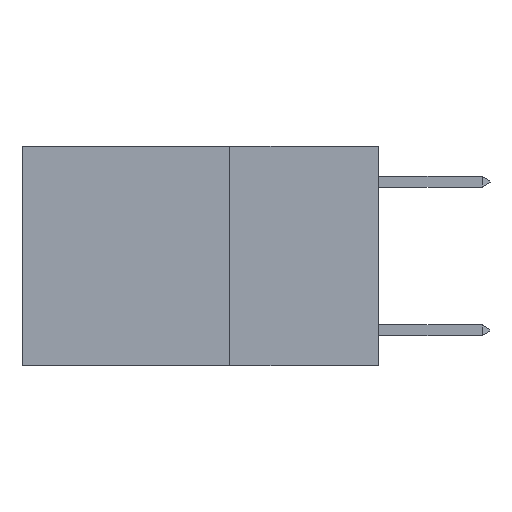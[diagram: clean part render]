
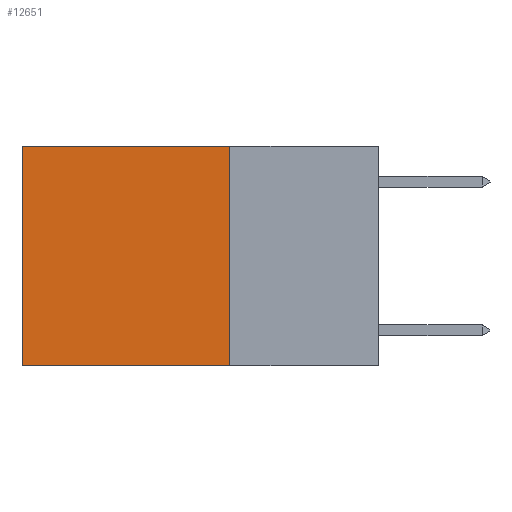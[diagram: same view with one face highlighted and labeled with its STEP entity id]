
A CAD part, left-side view. The second image highlights one B-rep face of the part: STEP entity #12651.
In plain terms, the highlighted planar face has unit normal (-1, 0, 0).
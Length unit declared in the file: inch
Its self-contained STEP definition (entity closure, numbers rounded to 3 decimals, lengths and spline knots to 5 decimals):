
#312 = CARTESIAN_POINT ( 'NONE',  ( 0.2625, 0.25, 0. ) ) ;
#1147 = VERTEX_POINT ( 'NONE', #9320 ) ;
#1780 = VERTEX_POINT ( 'NONE', #24054 ) ;
#2225 = DIRECTION ( 'NONE',  ( 0., 1., 0. ) ) ;
#2960 = VECTOR ( 'NONE', #13956, 39.37008 ) ;
#3002 = VERTEX_POINT ( 'NONE', #24355 ) ;
#3215 = ORIENTED_EDGE ( 'NONE', *, *, #8968, .F. ) ;
#4322 = EDGE_CURVE ( 'NONE', #12936, #3002, #16250, .T. ) ;
#5357 = CARTESIAN_POINT ( 'NONE',  ( 0.2625, 0.6, 0. ) ) ;
#5663 = VECTOR ( 'NONE', #7323, 39.37008 ) ;
#7323 = DIRECTION ( 'NONE',  ( 0., 1., 0. ) ) ;
#7349 = AXIS2_PLACEMENT_3D ( 'NONE', #312, #7980, #19395 ) ;
#7980 = DIRECTION ( 'NONE',  ( 1., 0., 0. ) ) ;
#8161 = VECTOR ( 'NONE', #12402, 39.37008 ) ;
#8766 = CARTESIAN_POINT ( 'NONE',  ( 0.2625, 0.25, 0. ) ) ;
#8968 = EDGE_CURVE ( 'NONE', #1147, #3002, #21319, .T. ) ;
#9320 = CARTESIAN_POINT ( 'NONE',  ( 0.2625, 0.25, -0.37 ) ) ;
#12224 = ORIENTED_EDGE ( 'NONE', *, *, #22642, .F. ) ;
#12402 = DIRECTION ( 'NONE',  ( 0., 0., -1. ) ) ;
#12651 = ADVANCED_FACE ( 'NONE', ( #17290 ), #19249, .F. ) ;
#12720 = CARTESIAN_POINT ( 'NONE',  ( 0.2625, 0.6, 0. ) ) ;
#12936 = VERTEX_POINT ( 'NONE', #5357 ) ;
#13848 = ORIENTED_EDGE ( 'NONE', *, *, #22907, .T. ) ;
#13956 = DIRECTION ( 'NONE',  ( 0., 0., -1. ) ) ;
#14566 = ORIENTED_EDGE ( 'NONE', *, *, #4322, .T. ) ;
#15297 = CARTESIAN_POINT ( 'NONE',  ( 0.2625, 0.25, 0. ) ) ;
#16250 = LINE ( 'NONE', #12720, #2960 ) ;
#16655 = VECTOR ( 'NONE', #2225, 39.37008 ) ;
#16932 = CARTESIAN_POINT ( 'NONE',  ( 0.2625, 0.25, -0.37 ) ) ;
#17290 = FACE_OUTER_BOUND ( 'NONE', #22596, .T. ) ;
#19052 = LINE ( 'NONE', #15297, #16655 ) ;
#19249 = PLANE ( 'NONE',  #7349 ) ;
#19395 = DIRECTION ( 'NONE',  ( 0., 0., -1. ) ) ;
#20778 = LINE ( 'NONE', #8766, #8161 ) ;
#21319 = LINE ( 'NONE', #16932, #5663 ) ;
#22596 = EDGE_LOOP ( 'NONE', ( #14566, #3215, #12224, #13848 ) ) ;
#22642 = EDGE_CURVE ( 'NONE', #1780, #1147, #20778, .T. ) ;
#22907 = EDGE_CURVE ( 'NONE', #1780, #12936, #19052, .T. ) ;
#24054 = CARTESIAN_POINT ( 'NONE',  ( 0.2625, 0.25, 0. ) ) ;
#24355 = CARTESIAN_POINT ( 'NONE',  ( 0.2625, 0.6, -0.37 ) ) ;
